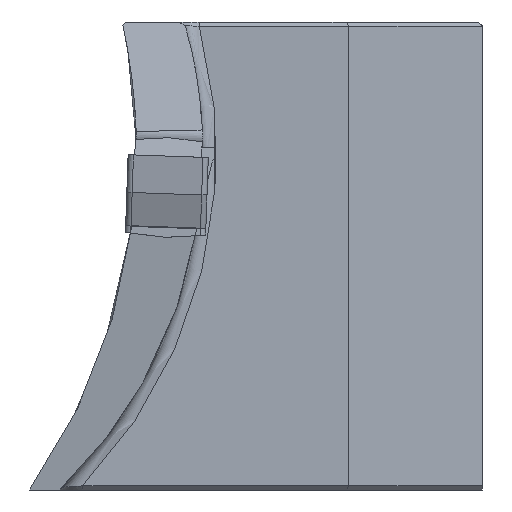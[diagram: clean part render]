
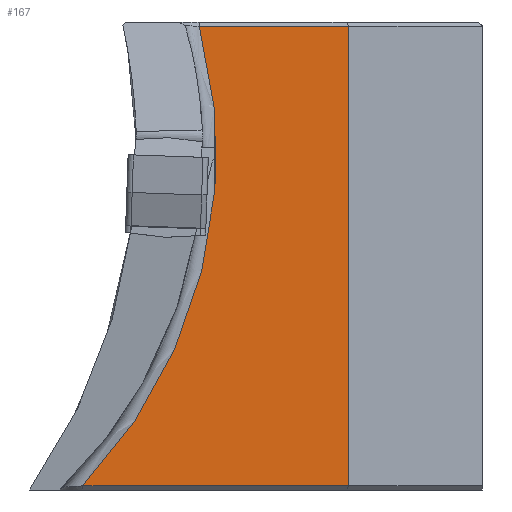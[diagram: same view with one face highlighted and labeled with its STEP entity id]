
A CAD part, left-side view. The second image highlights one B-rep face of the part: STEP entity #167.
In plain terms, the highlighted planar face has unit normal (-1, 0, 0).
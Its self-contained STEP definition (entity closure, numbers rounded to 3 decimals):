
#39=CIRCLE('',#1370,36.);
#167=ADVANCED_FACE('',(#285),#221,.F.);
#221=PLANE('',#1371);
#285=FACE_OUTER_BOUND('',#354,.T.);
#354=EDGE_LOOP('',(#633,#634,#635,#636,#637));
#633=ORIENTED_EDGE('',*,*,#996,.T.);
#634=ORIENTED_EDGE('',*,*,#997,.T.);
#635=ORIENTED_EDGE('',*,*,#998,.T.);
#636=ORIENTED_EDGE('',*,*,#999,.T.);
#637=ORIENTED_EDGE('',*,*,#1000,.T.);
#837=VERTEX_POINT('',#2095);
#838=VERTEX_POINT('',#2096);
#839=VERTEX_POINT('',#2098);
#840=VERTEX_POINT('',#2100);
#841=VERTEX_POINT('',#2102);
#996=EDGE_CURVE('',#837,#838,#39,.T.);
#997=EDGE_CURVE('',#838,#839,#1138,.T.);
#998=EDGE_CURVE('',#839,#840,#1139,.T.);
#999=EDGE_CURVE('',#840,#841,#1140,.T.);
#1000=EDGE_CURVE('',#841,#837,#1141,.T.);
#1138=LINE('',#2097,#1270);
#1139=LINE('',#2099,#1271);
#1140=LINE('',#2101,#1272);
#1141=LINE('',#2103,#1273);
#1270=VECTOR('',#1664,1.);
#1271=VECTOR('',#1665,1.);
#1272=VECTOR('',#1666,1.);
#1273=VECTOR('',#1667,1.);
#1370=AXIS2_PLACEMENT_3D('',#2094,#1662,#1663);
#1371=AXIS2_PLACEMENT_3D('',#2104,#1668,#1669);
#1662=DIRECTION('',(1.,0.,0.));
#1663=DIRECTION('',(0.,0.,-1.));
#1664=DIRECTION('',(0.,-1.,0.));
#1665=DIRECTION('',(0.,-1.,0.));
#1666=DIRECTION('',(0.,0.,1.));
#1667=DIRECTION('',(0.,1.,0.));
#1668=DIRECTION('',(1.,0.,0.));
#1669=DIRECTION('',(0.,0.,-1.));
#2094=CARTESIAN_POINT('',(26.,30.9,0.2));
#2095=CARTESIAN_POINT('',(26.,-3.824,9.7));
#2096=CARTESIAN_POINT('',(26.,4.9,-24.7));
#2097=CARTESIAN_POINT('',(26.,30.9,-24.7));
#2098=CARTESIAN_POINT('',(26.,3.191,-24.7));
#2099=CARTESIAN_POINT('',(26.,30.9,-24.7));
#2100=CARTESIAN_POINT('',(26.,-15.,-24.7));
#2101=CARTESIAN_POINT('',(26.,-15.,10.));
#2102=CARTESIAN_POINT('',(26.,-15.,9.7));
#2103=CARTESIAN_POINT('',(26.,30.9,9.7));
#2104=CARTESIAN_POINT('',(26.,30.9,0.2));
